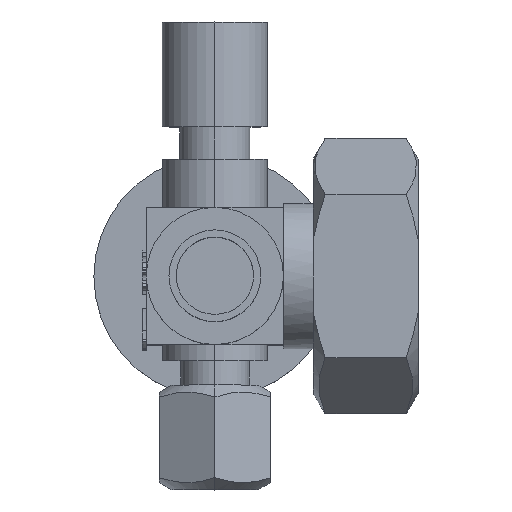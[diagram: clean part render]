
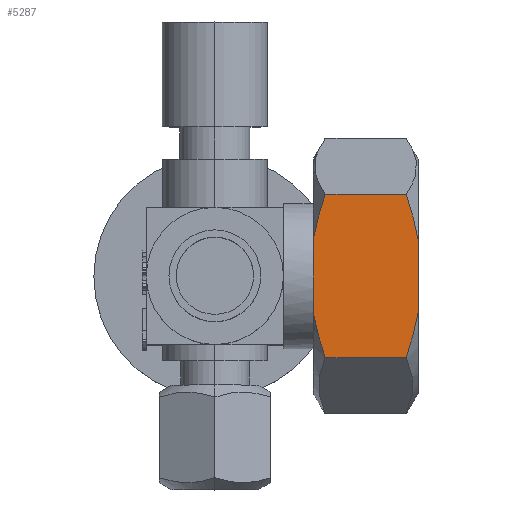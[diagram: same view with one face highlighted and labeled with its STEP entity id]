
A CAD part, top view. The second image highlights one B-rep face of the part: STEP entity #5287.
In plain terms, the highlighted planar face has unit normal (0, 0, 1).
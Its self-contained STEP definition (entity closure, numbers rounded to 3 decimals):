
#1509=DIRECTION('',(0.,1.,0.));
#1510=VECTOR('',#1509,9.041);
#1511=CARTESIAN_POINT('',(12.2,-4.52,34.855));
#1512=LINE('',#1511,#1510);
#1553=DIRECTION('',(-1.,0.,0.));
#1554=VECTOR('',#1553,10.113);
#1555=CARTESIAN_POINT('',(23.757,10.15,34.855));
#1556=LINE('',#1555,#1554);
#1635=DIRECTION('',(0.,1.,0.));
#1636=VECTOR('',#1635,9.041);
#1637=CARTESIAN_POINT('',(25.2,-4.52,34.855));
#1638=LINE('',#1637,#1636);
#1697=CARTESIAN_POINT('',(23.757,-9.978,34.855));
#1698=CARTESIAN_POINT('',(23.976,-9.327,34.855));
#1699=CARTESIAN_POINT('',(24.376,-8.056,34.855));
#1700=CARTESIAN_POINT('',(24.85,-6.27,34.855));
#1701=CARTESIAN_POINT('',(25.097,-5.097,34.855));
#1702=CARTESIAN_POINT('',(25.2,-4.52,34.855));
#1704=DIRECTION('',(0.,1.,0.));
#1705=VECTOR('',#1704,0.172);
#1706=CARTESIAN_POINT('',(23.757,-10.15,34.855));
#1707=LINE('',#1706,#1705);
#1708=DIRECTION('',(-1.,0.,0.));
#1709=VECTOR('',#1708,10.113);
#1710=CARTESIAN_POINT('',(23.757,-10.15,34.855));
#1711=LINE('',#1710,#1709);
#1712=DIRECTION('',(0.,1.,0.));
#1713=VECTOR('',#1712,0.172);
#1714=CARTESIAN_POINT('',(13.643,-10.15,34.855));
#1715=LINE('',#1714,#1713);
#1716=CARTESIAN_POINT('',(13.643,-9.978,34.855));
#1717=CARTESIAN_POINT('',(13.424,-9.327,34.855));
#1718=CARTESIAN_POINT('',(13.024,-8.056,34.855));
#1719=CARTESIAN_POINT('',(12.55,-6.27,34.855));
#1720=CARTESIAN_POINT('',(12.303,-5.097,34.855));
#1721=CARTESIAN_POINT('',(12.2,-4.52,34.855));
#1723=CARTESIAN_POINT('',(12.2,4.52,34.855));
#1724=CARTESIAN_POINT('',(12.304,5.104,34.855));
#1725=CARTESIAN_POINT('',(12.553,6.285,34.855));
#1726=CARTESIAN_POINT('',(13.029,8.073,34.855));
#1727=CARTESIAN_POINT('',(13.426,9.334,34.855));
#1728=CARTESIAN_POINT('',(13.643,9.978,34.855));
#1730=DIRECTION('',(0.,1.,0.));
#1731=VECTOR('',#1730,0.172);
#1732=CARTESIAN_POINT('',(13.643,9.978,34.855));
#1733=LINE('',#1732,#1731);
#1734=DIRECTION('',(0.,1.,0.));
#1735=VECTOR('',#1734,0.172);
#1736=CARTESIAN_POINT('',(23.757,9.978,34.855));
#1737=LINE('',#1736,#1735);
#1738=CARTESIAN_POINT('',(25.2,4.52,34.855));
#1739=CARTESIAN_POINT('',(25.096,5.104,34.855));
#1740=CARTESIAN_POINT('',(24.847,6.285,34.855));
#1741=CARTESIAN_POINT('',(24.371,8.073,34.855));
#1742=CARTESIAN_POINT('',(23.974,9.334,34.855));
#1743=CARTESIAN_POINT('',(23.757,9.978,34.855));
#3182=VERTEX_POINT('',#1697);
#3183=VERTEX_POINT('',#1702);
#3184=VERTEX_POINT('',#1738);
#3185=VERTEX_POINT('',#1743);
#3186=VERTEX_POINT('',#1716);
#3187=VERTEX_POINT('',#1721);
#3188=VERTEX_POINT('',#1723);
#3189=VERTEX_POINT('',#1728);
#3190=CARTESIAN_POINT('',(23.757,10.15,34.855));
#3191=CARTESIAN_POINT('',(13.643,10.15,34.855));
#3192=VERTEX_POINT('',#3190);
#3193=VERTEX_POINT('',#3191);
#3210=CARTESIAN_POINT('',(23.757,-10.15,34.855));
#3211=CARTESIAN_POINT('',(13.643,-10.15,34.855));
#3212=VERTEX_POINT('',#3210);
#3213=VERTEX_POINT('',#3211);
#5265=CARTESIAN_POINT('',(25.2,-10.15,34.855));
#5266=DIRECTION('',(0.,0.,-1.));
#5267=DIRECTION('',(0.,1.,0.));
#5268=AXIS2_PLACEMENT_3D('',#5265,#5266,#5267);
#5269=PLANE('',#5268);
#5270=ORIENTED_EDGE('',*,*,#5134,.F.);
#5271=ORIENTED_EDGE('',*,*,#5259,.F.);
#5273=ORIENTED_EDGE('',*,*,#5272,.T.);
#5275=ORIENTED_EDGE('',*,*,#5274,.T.);
#5276=ORIENTED_EDGE('',*,*,#5058,.T.);
#5277=ORIENTED_EDGE('',*,*,#5016,.T.);
#5278=ORIENTED_EDGE('',*,*,#5038,.T.);
#5280=ORIENTED_EDGE('',*,*,#5279,.T.);
#5281=ORIENTED_EDGE('',*,*,#5084,.F.);
#5282=ORIENTED_EDGE('',*,*,#5198,.F.);
#5283=ORIENTED_EDGE('',*,*,#5105,.F.);
#5284=ORIENTED_EDGE('',*,*,#5154,.F.);
#5285=EDGE_LOOP('',(#5270,#5271,#5273,#5275,#5276,#5277,#5278,#5280,#5281,#5282,
#5283,#5284));
#5286=FACE_OUTER_BOUND('',#5285,.F.);
#5287=ADVANCED_FACE('',(#5286),#5269,.F.);
#1703=B_SPLINE_CURVE_WITH_KNOTS('',3,(#1697,#1698,#1699,#1700,#1701,#1702),
.UNSPECIFIED.,.F.,.F.,(4,1,1,4),(0.,0.333,0.667,1.),
.UNSPECIFIED.);
#1722=B_SPLINE_CURVE_WITH_KNOTS('',3,(#1716,#1717,#1718,#1719,#1720,#1721),
.UNSPECIFIED.,.F.,.F.,(4,1,1,4),(0.,0.333,0.667,1.),
.UNSPECIFIED.);
#1729=B_SPLINE_CURVE_WITH_KNOTS('',3,(#1723,#1724,#1725,#1726,#1727,#1728),
.UNSPECIFIED.,.F.,.F.,(4,1,1,4),(0.,0.333,0.667,1.),
.UNSPECIFIED.);
#1744=B_SPLINE_CURVE_WITH_KNOTS('',3,(#1738,#1739,#1740,#1741,#1742,#1743),
.UNSPECIFIED.,.F.,.F.,(4,1,1,4),(0.,0.333,0.667,1.),
.UNSPECIFIED.);
#5016=EDGE_CURVE('',#3187,#3188,#1512,.T.);
#5038=EDGE_CURVE('',#3188,#3189,#1729,.T.);
#5058=EDGE_CURVE('',#3186,#3187,#1722,.T.);
#5084=EDGE_CURVE('',#3192,#3193,#1556,.T.);
#5105=EDGE_CURVE('',#3184,#3185,#1744,.T.);
#5134=EDGE_CURVE('',#3182,#3183,#1703,.T.);
#5154=EDGE_CURVE('',#3183,#3184,#1638,.T.);
#5198=EDGE_CURVE('',#3185,#3192,#1737,.T.);
#5259=EDGE_CURVE('',#3212,#3182,#1707,.T.);
#5272=EDGE_CURVE('',#3212,#3213,#1711,.T.);
#5274=EDGE_CURVE('',#3213,#3186,#1715,.T.);
#5279=EDGE_CURVE('',#3189,#3193,#1733,.T.);
